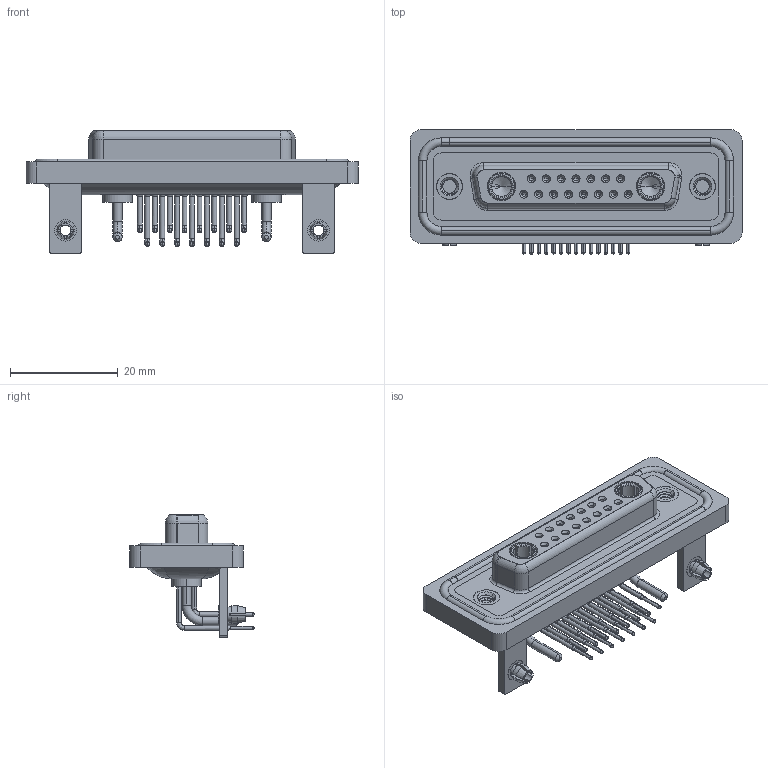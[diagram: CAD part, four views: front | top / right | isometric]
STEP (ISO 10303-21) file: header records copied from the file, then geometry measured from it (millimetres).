
FILE_DESCRIPTION (( 'STEP AP203' ), '1' );
FILE_NAME ('630W17W2240-1NB.STEP', '2024-04-12T01:57:34', ( '' ), ( '' ), 'SwSTEP 2.0', 'SolidWorks 2023', '' );
FILE_SCHEMA (( 'CONFIG_CONTROL_DESIGN' ));
Length unit declared in the file: millimetre
Products named in the file (11): 630Combo Stabilizer Bracket_50 Contacts; 630Combo Shell Rear_25 Contacts; 630Combo Waterproof Housing_25 Contacts; 630Combo Threaded Rivet_A; 630W17W2240-1NB; 630Combo Contact Row 1_50 Contacts; 630Combo Shell Front_25 Contacts; 630Combo Contact Row 2_50 Contacts; 630Combo Housing_17W2; Power Socket_10A RA; 630Combo Board Lock_50 Contacts
Assembly tree (27 placements, depth 2):
  630W17W2240-1NB
    630Combo Housing_17W2
    630Combo Shell Front_25 Contacts
    630Combo Shell Rear_25 Contacts
    630Combo Threaded Rivet_A  x2
    630Combo Stabilizer Bracket_50 Contacts  x2
    630Combo Board Lock_50 Contacts  x2
    Power Socket_10A RA  x2
    630Combo Contact Row 1_50 Contacts  x7
    630Combo Contact Row 2_50 Contacts  x8
    630Combo Waterproof Housing_25 Contacts
Bounding box: 61.75 x 23.12 x 22.8 mm (x, y, z)
Volume: 8766.7 mm3; surface area: 15377.8 mm2
Topology: 30 solids, 30 shells, 1471 faces, 3760 edges, 2383 vertices
Faces by surface type: cylinder 637, plane 456, cone 223, torus 83, bspline 72
Entity records: 26971 total; most frequent: CARTESIAN_POINT 6364, DIRECTION 4277, ORIENTED_EDGE 3798, EDGE_CURVE 1899, AXIS2_PLACEMENT_3D 1741, VERTEX_POINT 1217, CIRCLE 949, EDGE_LOOP 906
